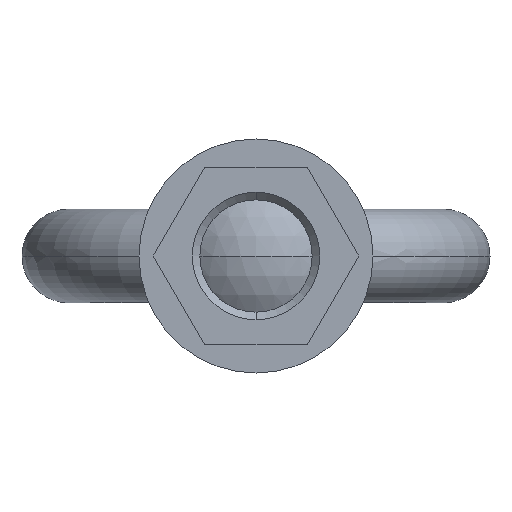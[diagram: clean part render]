
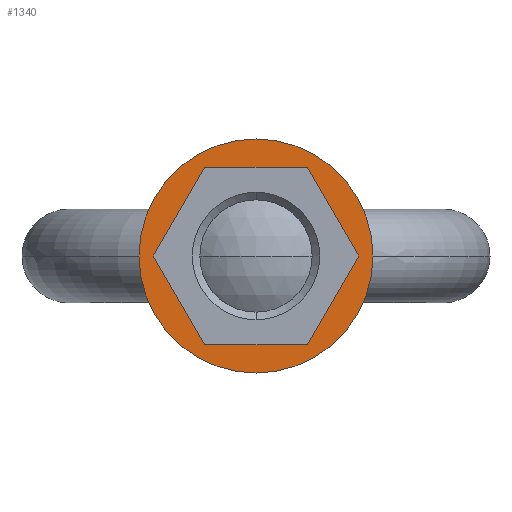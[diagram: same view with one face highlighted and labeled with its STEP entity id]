
A CAD part, front view. The second image highlights one B-rep face of the part: STEP entity #1340.
In plain terms, the highlighted planar face has unit normal (0, -1, 0).
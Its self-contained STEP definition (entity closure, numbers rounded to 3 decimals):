
#92 = DIRECTION ( 'NONE',  ( 0., 0., -1. ) ) ;
#93 = DIRECTION ( 'NONE',  ( 0., -1., 0. ) ) ;
#94 = CARTESIAN_POINT ( 'NONE',  ( 0., -26., 0. ) ) ;
#95 = AXIS2_PLACEMENT_3D ( 'NONE', #94, #93, #92 ) ;
#96 = CIRCLE ( 'NONE', #95, 3.75 ) ;
#97 = DIRECTION ( 'NONE',  ( 0., 0., 1. ) ) ;
#98 = DIRECTION ( 'NONE',  ( 0., 1., 0. ) ) ;
#99 = CARTESIAN_POINT ( 'NONE',  ( 0., -26., 0. ) ) ;
#100 = AXIS2_PLACEMENT_3D ( 'NONE', #99, #98, #97 ) ;
#101 = CIRCLE ( 'NONE', #100, 12.5 ) ;
#107 = CARTESIAN_POINT ( 'NONE',  ( 0., -26., -3.75 ) ) ;
#258 = DIRECTION ( 'NONE',  ( 0., 0., 1. ) ) ;
#259 = DIRECTION ( 'NONE',  ( 0., 1., 0. ) ) ;
#260 = CARTESIAN_POINT ( 'NONE',  ( 0., -26., 0. ) ) ;
#261 = AXIS2_PLACEMENT_3D ( 'NONE', #260, #259, #258 ) ;
#262 = PLANE ( 'NONE',  #261 ) ;
#263 = FACE_BOUND ( 'NONE', #1244, .T. ) ;
#277 = FACE_OUTER_BOUND ( 'NONE', #1243, .T. ) ;
#322 = CARTESIAN_POINT ( 'NONE',  ( 0., -26., -12.5 ) ) ;
#323 = CARTESIAN_POINT ( 'NONE',  ( 0., -26., 12.5 ) ) ;
#347 = DIRECTION ( 'NONE',  ( 0., 0., 1. ) ) ;
#348 = DIRECTION ( 'NONE',  ( 0., 1., 0. ) ) ;
#349 = CARTESIAN_POINT ( 'NONE',  ( 0., -26., 0. ) ) ;
#350 = AXIS2_PLACEMENT_3D ( 'NONE', #349, #348, #347 ) ;
#351 = CIRCLE ( 'NONE', #350, 12.5 ) ;
#843 = CARTESIAN_POINT ( 'NONE',  ( 0., -26., 3.75 ) ) ;
#850 = DIRECTION ( 'NONE',  ( 0., 0., -1. ) ) ;
#851 = DIRECTION ( 'NONE',  ( 0., -1., 0. ) ) ;
#852 = AXIS2_PLACEMENT_3D ( 'NONE', #858, #851, #850 ) ;
#853 = CIRCLE ( 'NONE', #852, 3.75 ) ;
#858 = CARTESIAN_POINT ( 'NONE',  ( 0., -26., 0. ) ) ;
#1103 = EDGE_CURVE ( 'NONE', #1143, #1111, #853, .T. ) ;
#1111 = VERTEX_POINT ( 'NONE', #843 ) ;
#1143 = VERTEX_POINT ( 'NONE', #107 ) ;
#1166 = EDGE_CURVE ( 'NONE', #1210, #1211, #101, .T. ) ;
#1168 = EDGE_CURVE ( 'NONE', #1111, #1143, #96, .T. ) ;
#1210 = VERTEX_POINT ( 'NONE', #323 ) ;
#1211 = VERTEX_POINT ( 'NONE', #322 ) ;
#1221 = ORIENTED_EDGE ( 'NONE', *, *, #1168, .F. ) ;
#1222 = ORIENTED_EDGE ( 'NONE', *, *, #1103, .F. ) ;
#1243 = EDGE_LOOP ( 'NONE', ( #1257, #1252 ) ) ;
#1244 = EDGE_LOOP ( 'NONE', ( #1221, #1222 ) ) ;
#1251 = EDGE_CURVE ( 'NONE', #1211, #1210, #351, .T. ) ;
#1252 = ORIENTED_EDGE ( 'NONE', *, *, #1166, .F. ) ;
#1257 = ORIENTED_EDGE ( 'NONE', *, *, #1251, .F. ) ;
#1340 = ADVANCED_FACE ( 'NONE', ( #277, #263 ), #262, .F. ) ;
